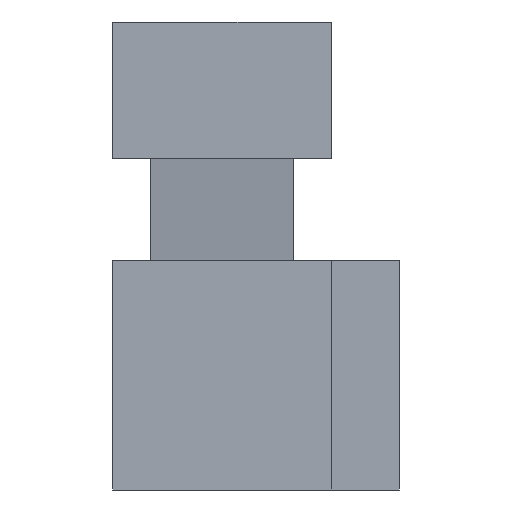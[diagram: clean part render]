
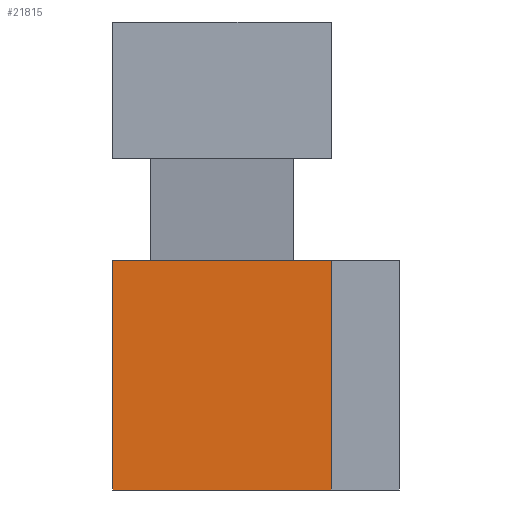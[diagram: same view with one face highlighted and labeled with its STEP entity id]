
A CAD part, left-side view. The second image highlights one B-rep face of the part: STEP entity #21815.
In plain terms, the highlighted planar face has unit normal (-1, 0, 0).
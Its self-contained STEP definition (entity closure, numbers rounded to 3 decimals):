
#3933=ORIENTED_EDGE('',*,*,#7461,.T.);
#3934=ORIENTED_EDGE('',*,*,#8884,.F.);
#3935=ORIENTED_EDGE('',*,*,#7289,.F.);
#3936=ORIENTED_EDGE('',*,*,#8883,.T.);
#7289=EDGE_CURVE('',#10459,#10460,#12509,.T.);
#7461=EDGE_CURVE('',#10632,#10631,#12681,.T.);
#8883=EDGE_CURVE('',#10459,#10632,#14103,.T.);
#8884=EDGE_CURVE('',#10460,#10631,#14104,.T.);
#10459=VERTEX_POINT('',#30068);
#10460=VERTEX_POINT('',#30070);
#10631=VERTEX_POINT('',#30413);
#10632=VERTEX_POINT('',#30415);
#12509=LINE('',#30069,#15235);
#12681=LINE('',#30414,#15407);
#14103=LINE('',#33256,#16829);
#14104=LINE('',#33258,#16830);
#15235=VECTOR('',#24054,1000.);
#15407=VECTOR('',#24228,1000.);
#16829=VECTOR('',#26892,1000.);
#16830=VECTOR('',#26895,1000.);
#18500=EDGE_LOOP('',(#3933,#3934,#3935,#3936));
#19726=FACE_BOUND('',#18500,.T.);
#20868=PLANE('',#22945);
#21815=ADVANCED_FACE('',(#19726),#20868,.F.);
#22945=AXIS2_PLACEMENT_3D('',#33257,#26893,#26894);
#24054=DIRECTION('',(0.,-1.,0.));
#24228=DIRECTION('',(0.,-1.,0.));
#26892=DIRECTION('',(0.,0.,-1.));
#26893=DIRECTION('',(1.,0.,0.));
#26894=DIRECTION('',(0.,0.,-1.));
#26895=DIRECTION('',(0.,0.,-1.));
#30068=CARTESIAN_POINT('',(-14.795,1.525,1.6));
#30069=CARTESIAN_POINT('',(-14.795,1.525,1.6));
#30070=CARTESIAN_POINT('',(-14.795,-1.525,1.6));
#30413=CARTESIAN_POINT('',(-14.795,-1.525,-1.6));
#30414=CARTESIAN_POINT('',(-14.795,1.525,-1.6));
#30415=CARTESIAN_POINT('',(-14.795,1.525,-1.6));
#33256=CARTESIAN_POINT('',(-14.795,1.525,1.6));
#33257=CARTESIAN_POINT('',(-14.795,1.525,1.6));
#33258=CARTESIAN_POINT('',(-14.795,-1.525,1.6));
